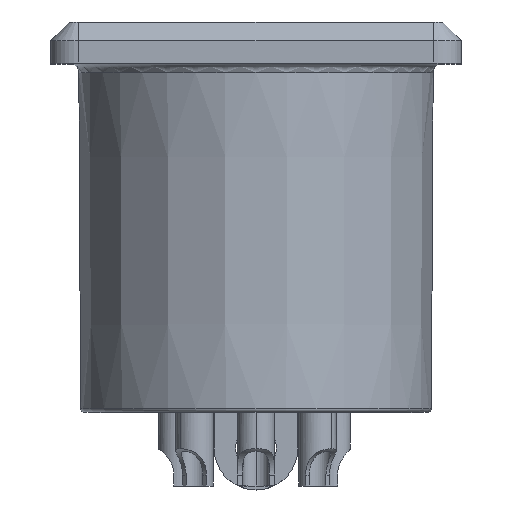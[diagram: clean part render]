
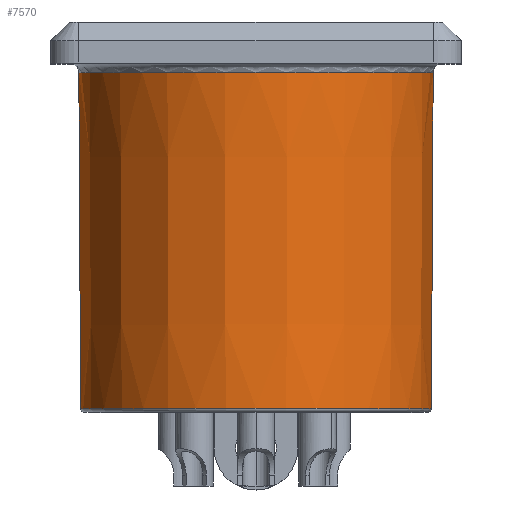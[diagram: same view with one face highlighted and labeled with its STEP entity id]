
A CAD part, top view. The second image highlights one B-rep face of the part: STEP entity #7570.
In plain terms, the highlighted conical face has half-angle 0.306 degrees and reference radius 9.449 mm.
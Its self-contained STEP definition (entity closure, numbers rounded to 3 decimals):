
#574=DIRECTION('',(-0.005,1.,0.));
#575=VECTOR('',#574,18.004);
#576=CARTESIAN_POINT('',(-9.401,-20.701,
0.));
#577=LINE('',#576,#575);
#583=DIRECTION('',(0.005,1.,0.));
#584=VECTOR('',#583,18.004);
#585=CARTESIAN_POINT('',(9.401,-20.701,
0.));
#586=LINE('',#585,#584);
#646=CARTESIAN_POINT('',(0.,-2.697,0.));
#647=DIRECTION('',(0.,-1.,0.));
#648=DIRECTION('',(1.,0.,0.));
#649=AXIS2_PLACEMENT_3D('',#646,#647,#648);
#651=CARTESIAN_POINT('',(0.,-20.701,0.));
#652=DIRECTION('',(0.,1.,0.));
#653=DIRECTION('',(-1.,0.,0.));
#654=AXIS2_PLACEMENT_3D('',#651,#652,#653);
#6209=CARTESIAN_POINT('',(9.401,-20.701,0.));
#6210=CARTESIAN_POINT('',(-9.401,-20.701,0.));
#6211=VERTEX_POINT('',#6209);
#6212=VERTEX_POINT('',#6210);
#6217=CARTESIAN_POINT('',(-9.497,-2.697,0.));
#6219=VERTEX_POINT('',#6217);
#6221=CARTESIAN_POINT('',(9.497,-2.697,0.));
#6222=VERTEX_POINT('',#6221);
#7558=CARTESIAN_POINT('',(0.,-11.699,0.));
#7559=DIRECTION('',(0.,1.,0.));
#7560=DIRECTION('',(1.,0.,0.));
#7561=AXIS2_PLACEMENT_3D('',#7558,#7559,#7560);
#7562=CONICAL_SURFACE('',#7561,9.449,0.306);
#7563=ORIENTED_EDGE('',*,*,#7551,.F.);
#7564=ORIENTED_EDGE('',*,*,#7532,.F.);
#7566=ORIENTED_EDGE('',*,*,#7565,.F.);
#7567=ORIENTED_EDGE('',*,*,#7528,.T.);
#7568=EDGE_LOOP('',(#7563,#7564,#7566,#7567));
#7569=FACE_OUTER_BOUND('',#7568,.F.);
#650=CIRCLE('',#649,9.497);
#655=CIRCLE('',#654,9.401);
#7528=EDGE_CURVE('',#6212,#6219,#577,.T.);
#7532=EDGE_CURVE('',#6211,#6222,#586,.T.);
#7551=EDGE_CURVE('',#6222,#6219,#650,.T.);
#7565=EDGE_CURVE('',#6212,#6211,#655,.T.);
#7570=ADVANCED_FACE('',(#7569),#7562,.T.);
